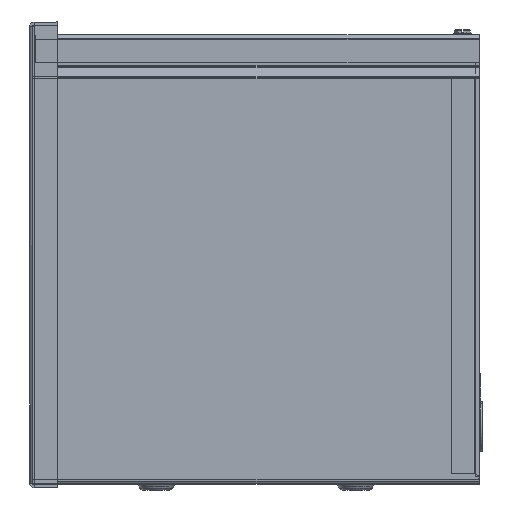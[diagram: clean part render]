
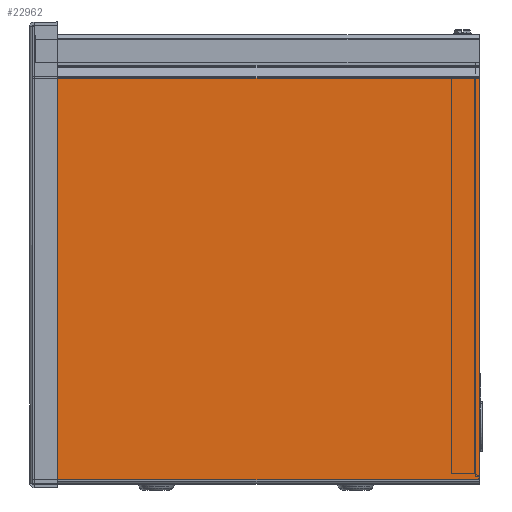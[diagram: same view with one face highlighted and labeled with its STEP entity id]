
A CAD part, left-side view. The second image highlights one B-rep face of the part: STEP entity #22962.
In plain terms, the highlighted planar face has unit normal (-1, 0, 0).
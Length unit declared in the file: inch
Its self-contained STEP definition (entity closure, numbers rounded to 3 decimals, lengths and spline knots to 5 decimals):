
#1203=LINE($,#33312,#3021);
#1206=LINE($,#33318,#3024);
#1214=LINE($,#33341,#3032);
#1215=LINE($,#33345,#3033);
#3021=VECTOR($,#26896,10.0625);
#3024=VECTOR($,#26901,9.04841);
#3032=VECTOR($,#26933,10.0625);
#3033=VECTOR($,#26940,9.04841);
#4818=PLANE($,#24398);
#5693=FACE_OUTER_BOUND($,#7054,.T.);
#7054=EDGE_LOOP($,(#15000,#15001,#15002,#15003));
#9504=VERTEX_POINT($,#33300);
#9505=VERTEX_POINT($,#33304);
#9507=VERTEX_POINT($,#33316);
#9510=VERTEX_POINT($,#33340);
#11586=EDGE_CURVE($,#9504,#9505,#1203,.T.);
#11589=EDGE_CURVE($,#9507,#9505,#1206,.T.);
#11601=EDGE_CURVE($,#9507,#9510,#1214,.T.);
#11604=EDGE_CURVE($,#9504,#9510,#1215,.T.);
#15000=ORIENTED_EDGE($,*,*,#11586,.T.);
#15001=ORIENTED_EDGE($,*,*,#11589,.F.);
#15002=ORIENTED_EDGE($,*,*,#11601,.T.);
#15003=ORIENTED_EDGE($,*,*,#11604,.F.);
#22962=ADVANCED_FACE($,(#5693),#4818,.F.);
#24398=AXIS2_PLACEMENT_3D($,#33353,#26952,#26953);
#26896=DIRECTION($,(0.,1.,0.));
#26901=DIRECTION($,(0.,0.,1.));
#26933=DIRECTION($,(0.,-1.,0.));
#26940=DIRECTION($,(0.,0.,-1.));
#26952=DIRECTION('center_axis',(1.,0.,0.));
#26953=DIRECTION('ref_axis',(0.,0.,-1.));
#33300=CARTESIAN_POINT('',(-24.0625,-5.03125,9.15366));
#33304=CARTESIAN_POINT('',(-24.0625,5.03125,9.15366));
#33312=CARTESIAN_POINT($,(-24.0625,2.51563,9.15366));
#33316=CARTESIAN_POINT('',(-24.0625,5.03125,0.10525));
#33318=CARTESIAN_POINT($,(-24.0625,5.03125,0.10525));
#33340=CARTESIAN_POINT('',(-24.0625,-5.03125,0.10525));
#33341=CARTESIAN_POINT($,(-24.0625,0.,0.10525));
#33345=CARTESIAN_POINT($,(-24.0625,-5.03125,-0.04012));
#33353=CARTESIAN_POINT('Origin',(-24.0625,0.,4.60378));
